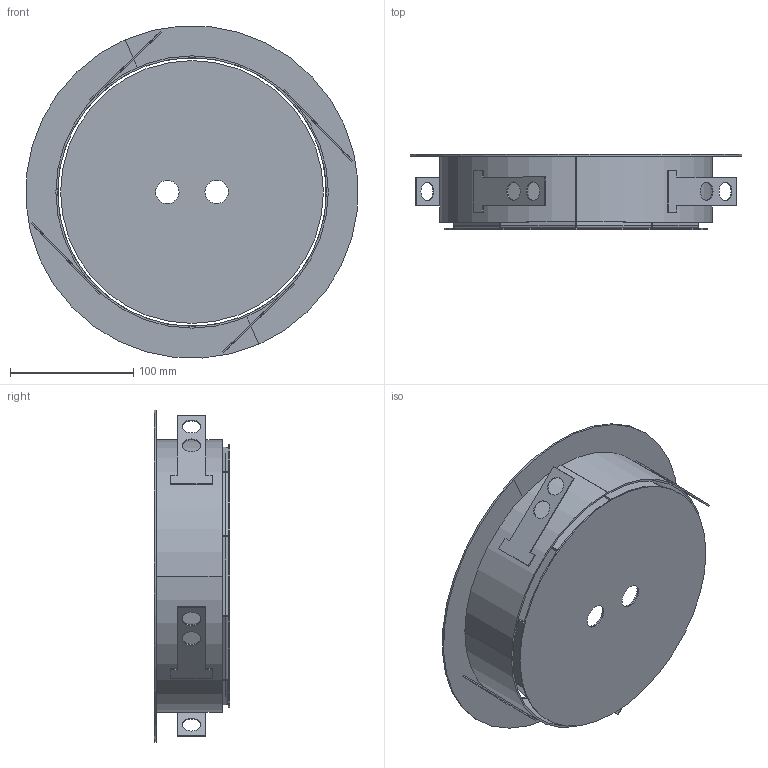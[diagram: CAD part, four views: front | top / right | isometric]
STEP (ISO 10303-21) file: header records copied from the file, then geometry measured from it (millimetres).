
FILE_DESCRIPTION (( 'STEP AP214' ), '1' );
FILE_NAME ('7404382_KSTP1.stp', '2018-06-28T14:03:11', ( '' ), ( '' ), 'SwSTEP 2.0', 'SolidWorks 2016', '' );
FILE_SCHEMA (( 'AUTOMOTIVE_DESIGN' ));
Length unit declared in the file: millimetre
Products named in the file (8): 121660_Standard; 121659_Standard; 121658_Standard; 121666_Standard; 081805_Standard; 121665_Standard; 121664_Standard; 7404382_KSTP1
Assembly tree (11 placements, depth 3):
  7404382_KSTP1
    121666_Standard
      121664_Standard  x2
      121665_Standard
      081805_Standard  x4
    121660_Standard
      121658_Standard
      121659_Standard
Bounding box: 269.43 x 61 x 269.43 mm (x, y, z)
Volume: 187145.8 mm3; surface area: 291372.4 mm2
Topology: 9 solids, 9 shells, 218 faces, 504 edges, 304 vertices
Faces by surface type: plane 160, cylinder 58
Entity records: 4958 total; most frequent: DIRECTION 844, CARTESIAN_POINT 794, ORIENTED_EDGE 768, EDGE_CURVE 384, VECTOR 296, LINE 296, AXIS2_PLACEMENT_3D 274, VERTEX_POINT 224
